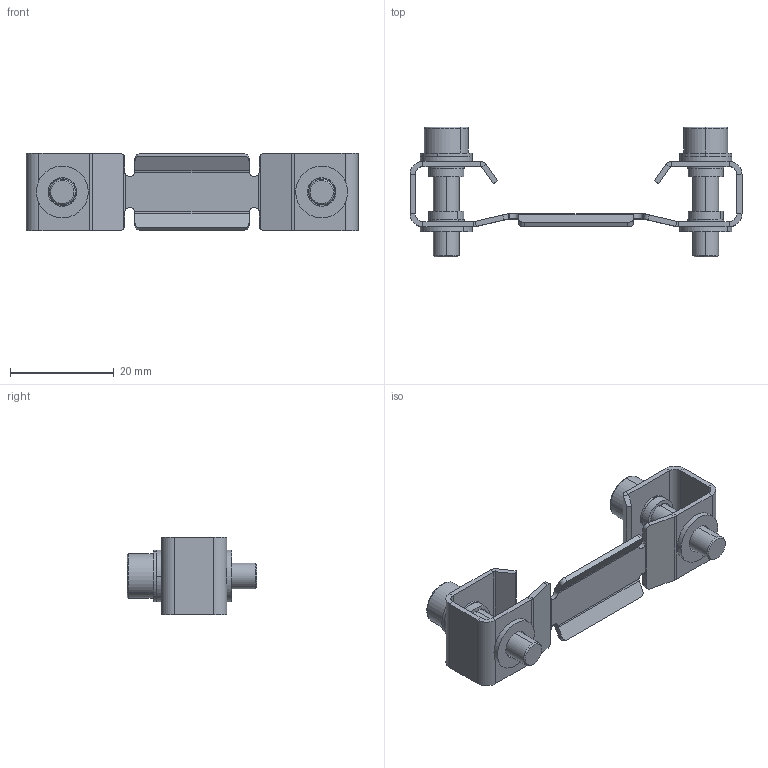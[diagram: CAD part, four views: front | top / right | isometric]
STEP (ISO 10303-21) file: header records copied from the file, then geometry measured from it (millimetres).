
FILE_DESCRIPTION (( 'STEP AP203' ), '1' );
FILE_NAME ('PKIT091-1KJ.step', '2021-07-07T10:19:05', ( '' ), ( '' ), 'SwSTEP 2.0', 'SolidWorks 2021', '' );
FILE_SCHEMA (( 'CONFIG_CONTROL_DESIGN' ));
Length unit declared in the file: millimetre
Products named in the file (1): PKIT091-1KJ
Bounding box: 64 x 25 x 15 mm (x, y, z)
Volume: 3310.1 mm3; surface area: 6141.6 mm2
Topology: 9 solids, 9 shells, 334 faces, 806 edges, 498 vertices
Faces by surface type: plane 172, cylinder 142, cone 8, bspline 8, torus 4
Entity records: 9917 total; most frequent: CARTESIAN_POINT 1885, DIRECTION 1740, ORIENTED_EDGE 1604, EDGE_CURVE 802, AXIS2_PLACEMENT_3D 643, VERTEX_POINT 498, VECTOR 454, LINE 454
